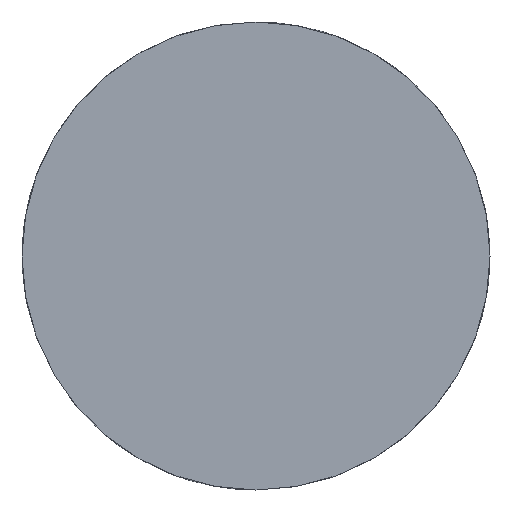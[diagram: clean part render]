
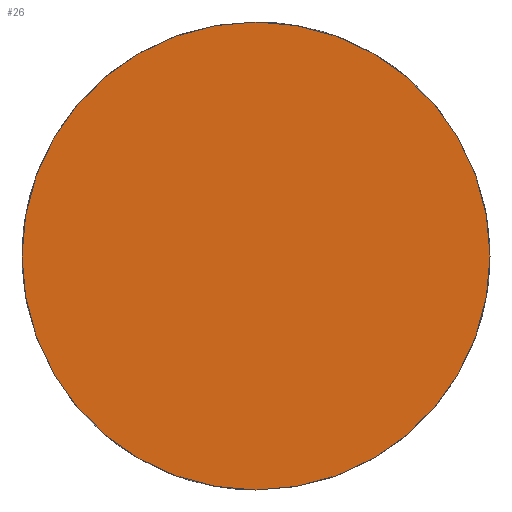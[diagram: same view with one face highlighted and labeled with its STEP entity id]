
A CAD part, left-side view. The second image highlights one B-rep face of the part: STEP entity #26.
In plain terms, the highlighted planar face has unit normal (-1, 0, 0).
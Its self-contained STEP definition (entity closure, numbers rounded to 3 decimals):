
#1 = EDGE_CURVE ( 'NONE', #65, #116, #7, .T. ) ;
#7 = CIRCLE ( 'NONE', #8, 6.25 ) ;
#8 = AXIS2_PLACEMENT_3D ( 'NONE', #32, #99, #16 ) ;
#16 = DIRECTION ( 'NONE',  ( 0., 0., 1. ) ) ;
#20 = EDGE_CURVE ( 'NONE', #116, #65, #74, .T. ) ;
#26 = ADVANCED_FACE ( 'NONE', ( #118 ), #107, .F. ) ;
#29 = CARTESIAN_POINT ( 'NONE',  ( 0., 12.5, -6.25 ) ) ;
#31 = ORIENTED_EDGE ( 'NONE', *, *, #20, .T. ) ;
#32 = CARTESIAN_POINT ( 'NONE',  ( 0., 6.25, 0. ) ) ;
#34 = AXIS2_PLACEMENT_3D ( 'NONE', #73, #84, #129 ) ;
#36 = CARTESIAN_POINT ( 'NONE',  ( 0., 6.25, 6.25 ) ) ;
#54 = DIRECTION ( 'NONE',  ( 0., 0., -1. ) ) ;
#65 = VERTEX_POINT ( 'NONE', #125 ) ;
#73 = CARTESIAN_POINT ( 'NONE',  ( 0., 6.25, 0. ) ) ;
#74 = CIRCLE ( 'NONE', #34, 6.25 ) ;
#84 = DIRECTION ( 'NONE',  ( -1., 0., 0. ) ) ;
#87 = DIRECTION ( 'NONE',  ( 1., 0., 0. ) ) ;
#93 = ORIENTED_EDGE ( 'NONE', *, *, #1, .T. ) ;
#99 = DIRECTION ( 'NONE',  ( -1., 0., 0. ) ) ;
#107 = PLANE ( 'NONE',  #134 ) ;
#112 = EDGE_LOOP ( 'NONE', ( #31, #93 ) ) ;
#116 = VERTEX_POINT ( 'NONE', #36 ) ;
#118 = FACE_OUTER_BOUND ( 'NONE', #112, .T. ) ;
#125 = CARTESIAN_POINT ( 'NONE',  ( 0., 6.25, -6.25 ) ) ;
#129 = DIRECTION ( 'NONE',  ( 0., 0., 1. ) ) ;
#134 = AXIS2_PLACEMENT_3D ( 'NONE', #29, #87, #54 ) ;
